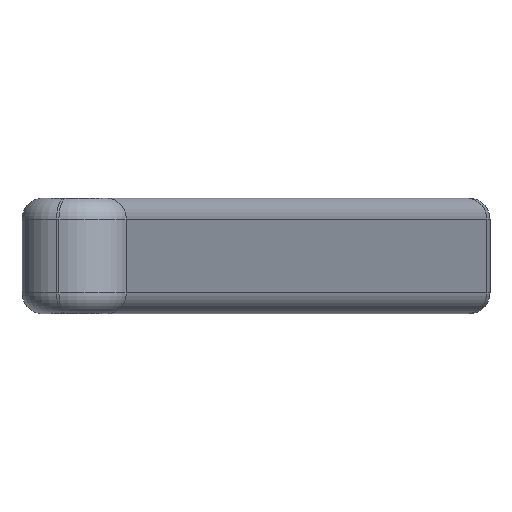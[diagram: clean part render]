
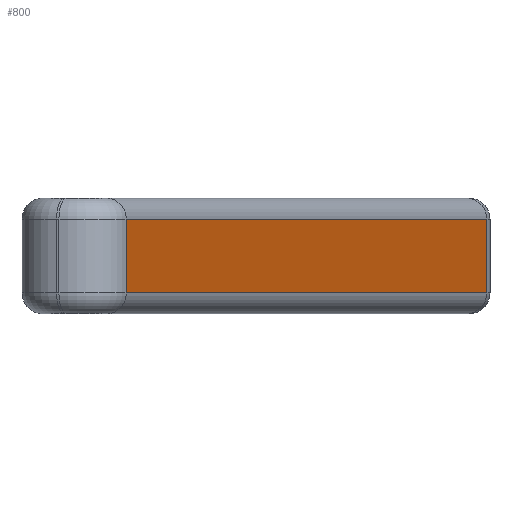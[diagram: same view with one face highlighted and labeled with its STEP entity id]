
A CAD part, front view. The second image highlights one B-rep face of the part: STEP entity #800.
In plain terms, the highlighted planar face has unit normal (0.94, -0.342, 0).
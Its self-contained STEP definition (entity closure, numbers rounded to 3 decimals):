
#127=FACE_OUTER_BOUND('',#182,.T.);
#182=EDGE_LOOP('',(#614,#615,#616,#617));
#247=LINE('',#1336,#309);
#249=LINE('',#1345,#311);
#250=LINE('',#1347,#312);
#251=LINE('',#1348,#313);
#309=VECTOR('',#1055,10.);
#311=VECTOR('',#1067,10.);
#312=VECTOR('',#1068,10.);
#313=VECTOR('',#1069,10.);
#373=VERTEX_POINT('',#1330);
#374=VERTEX_POINT('',#1334);
#376=VERTEX_POINT('',#1344);
#377=VERTEX_POINT('',#1346);
#456=EDGE_CURVE('',#374,#373,#247,.T.);
#460=EDGE_CURVE('',#376,#374,#249,.T.);
#461=EDGE_CURVE('',#377,#376,#250,.T.);
#462=EDGE_CURVE('',#373,#377,#251,.T.);
#614=ORIENTED_EDGE('',*,*,#456,.F.);
#615=ORIENTED_EDGE('',*,*,#460,.F.);
#616=ORIENTED_EDGE('',*,*,#461,.F.);
#617=ORIENTED_EDGE('',*,*,#462,.F.);
#774=PLANE('',#886);
#800=ADVANCED_FACE('',(#127),#774,.T.);
#886=AXIS2_PLACEMENT_3D('',#1343,#1065,#1066);
#1055=DIRECTION('',(-0.342,-0.94,0.));
#1065=DIRECTION('center_axis',(0.94,-0.342,0.));
#1066=DIRECTION('ref_axis',(0.342,0.94,0.));
#1067=DIRECTION('',(0.,0.,-1.));
#1068=DIRECTION('',(0.342,0.94,0.));
#1069=DIRECTION('',(0.,0.,1.));
#1330=CARTESIAN_POINT('',(5.922,-2.29,2.));
#1334=CARTESIAN_POINT('',(40.229,91.966,2.));
#1336=CARTESIAN_POINT('',(14.971,22.571,2.));
#1343=CARTESIAN_POINT('Origin',(4.212,-6.989,0.));
#1344=CARTESIAN_POINT('',(40.229,91.966,9.));
#1345=CARTESIAN_POINT('',(40.229,91.966,0.));
#1346=CARTESIAN_POINT('',(5.922,-2.29,9.));
#1347=CARTESIAN_POINT('',(14.971,22.571,9.));
#1348=CARTESIAN_POINT('',(5.922,-2.29,0.));
